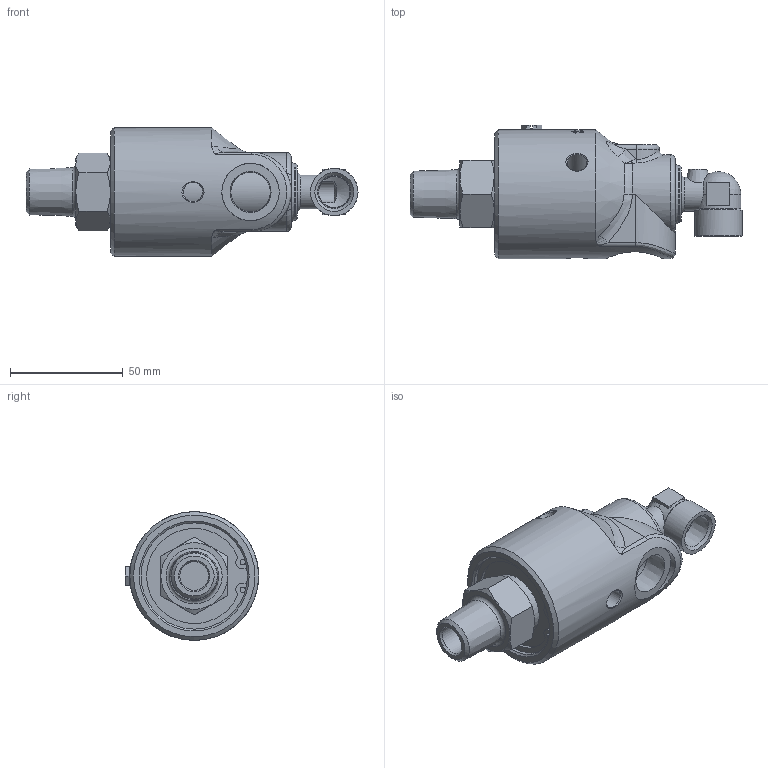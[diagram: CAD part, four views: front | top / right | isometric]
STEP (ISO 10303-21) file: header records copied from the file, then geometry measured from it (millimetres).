
FILE_DESCRIPTION(/* description */ (''),/* implementation_level */ '2;1');
FILE_NAME(/* name */ '157-000-001061-IC.stp',/* time_stamp */ '2020-05-19T16:11:44-05:00',/* author */ ('Moorera'),/* organization */ (''),/* preprocessor_version */ 'ST-DEVELOPER v18.1',/* originating_system */ 'Autodesk Inventor 2020',/* authorisation */ '');
FILE_SCHEMA (('AUTOMOTIVE_DESIGN { 1 0 10303 214 3 1 1 }'));
Products named in the file (1): 157-000-001061-IC
Bounding box: 147 x 58.95 x 57 mm (x, y, z)
Volume: 180044.8 mm3; surface area: 29305.2 mm2
Topology: 1 solids, 2 shells, 445 faces, 1172 edges, 778 vertices
Faces by surface type: bspline 207, plane 133, cylinder 72, cone 26, torus 6, sphere 1
Full cylindrical faces by diameter (mm): 2.362 x2, 6.325 x1, 8.6 x3, 9.53 x1, 12.7 x1, 13.889 x1, 15 x1, 17.475 x1, 21 x1, 25.4 x2, 27.8 x1, 47.07 x1, 57 x1
Entity records: 59066 total; most frequent: CARTESIAN_POINT 48921, ORIENTED_EDGE 2334, DIRECTION 1575, EDGE_CURVE 1167, VERTEX_POINT 778, AXIS2_PLACEMENT_3D 569, EDGE_LOOP 499, FACE_OUTER_BOUND 445
